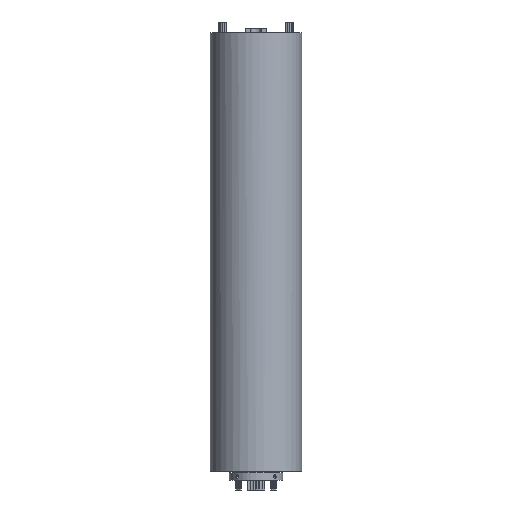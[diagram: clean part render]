
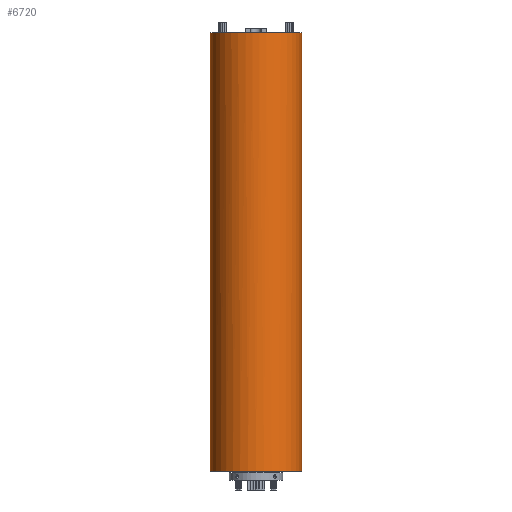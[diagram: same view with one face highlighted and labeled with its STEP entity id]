
A CAD part, front view. The second image highlights one B-rep face of the part: STEP entity #6720.
In plain terms, the highlighted cylindrical face has radius 43 mm (diameter 86 mm), a partial arc.
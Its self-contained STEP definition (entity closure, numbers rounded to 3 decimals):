
#70 = CARTESIAN_POINT ( 'NONE',  ( 0., 0., 419.2 ) ) ;
#187 = ORIENTED_EDGE ( 'NONE', *, *, #1332, .F. ) ;
#1332 = EDGE_CURVE ( 'NONE', #1621, #3553, #12382, .T. ) ;
#1457 = CARTESIAN_POINT ( 'NONE',  ( 9.75, -41.88, 419.2 ) ) ;
#1621 = VERTEX_POINT ( 'NONE', #13916 ) ;
#1684 = DIRECTION ( 'NONE',  ( 1., 0., 0. ) ) ;
#2421 = VERTEX_POINT ( 'NONE', #1457 ) ;
#2743 = AXIS2_PLACEMENT_3D ( 'NONE', #70, #11387, #1684 ) ;
#3060 = ORIENTED_EDGE ( 'NONE', *, *, #6290, .F. ) ;
#3364 = DIRECTION ( 'NONE',  ( 0., 0., -1. ) ) ;
#3553 = VERTEX_POINT ( 'NONE', #5076 ) ;
#3563 = CYLINDRICAL_SURFACE ( 'NONE', #20255, 43. ) ;
#4073 = FACE_OUTER_BOUND ( 'NONE', #4242, .T. ) ;
#4111 = CARTESIAN_POINT ( 'NONE',  ( 43., 0., 419.2 ) ) ;
#4182 = DIRECTION ( 'NONE',  ( 0., 0., -1. ) ) ;
#4242 = EDGE_LOOP ( 'NONE', ( #3060, #8884, #19195, #187, #17382, #6801 ) ) ;
#4823 = CARTESIAN_POINT ( 'NONE',  ( 0., 0., 419.2 ) ) ;
#4886 = DIRECTION ( 'NONE',  ( -1., 0., 0. ) ) ;
#5076 = CARTESIAN_POINT ( 'NONE',  ( -9.75, -41.88, 419.2 ) ) ;
#5532 = EDGE_CURVE ( 'NONE', #2421, #14440, #20072, .T. ) ;
#6117 = VERTEX_POINT ( 'NONE', #11463 ) ;
#6290 = EDGE_CURVE ( 'NONE', #14440, #13824, #19796, .T. ) ;
#6402 = LINE ( 'NONE', #16208, #10189 ) ;
#6449 = DIRECTION ( 'NONE',  ( 1., 0., 0. ) ) ;
#6720 = ADVANCED_FACE ( 'NONE', ( #4073 ), #3563, .T. ) ;
#6798 = CARTESIAN_POINT ( 'NONE',  ( 43., 0., 419.2 ) ) ;
#6801 = ORIENTED_EDGE ( 'NONE', *, *, #16374, .T. ) ;
#7737 = DIRECTION ( 'NONE',  ( 0., 0., 1. ) ) ;
#7824 = CARTESIAN_POINT ( 'NONE',  ( 0., 0., 419.2 ) ) ;
#8103 = DIRECTION ( 'NONE',  ( 0., 0., -1. ) ) ;
#8489 = CARTESIAN_POINT ( 'NONE',  ( 43., 0., 8.6 ) ) ;
#8884 = ORIENTED_EDGE ( 'NONE', *, *, #5532, .F. ) ;
#9434 = DIRECTION ( 'NONE',  ( 1., 0., 0. ) ) ;
#10189 = VECTOR ( 'NONE', #3364, 1000. ) ;
#11387 = DIRECTION ( 'NONE',  ( 0., 0., 1. ) ) ;
#11463 = CARTESIAN_POINT ( 'NONE',  ( -43., 0., 8.6 ) ) ;
#12382 = CIRCLE ( 'NONE', #18724, 43. ) ;
#12464 = AXIS2_PLACEMENT_3D ( 'NONE', #17377, #7737, #19007 ) ;
#12679 = CIRCLE ( 'NONE', #2743, 43. ) ;
#13824 = VERTEX_POINT ( 'NONE', #8489 ) ;
#13916 = CARTESIAN_POINT ( 'NONE',  ( -43., 0., 419.2 ) ) ;
#14440 = VERTEX_POINT ( 'NONE', #6798 ) ;
#15450 = VECTOR ( 'NONE', #4182, 1000. ) ;
#16097 = DIRECTION ( 'NONE',  ( 0., 0., 1. ) ) ;
#16208 = CARTESIAN_POINT ( 'NONE',  ( -43., 0., 419.2 ) ) ;
#16374 = EDGE_CURVE ( 'NONE', #6117, #13824, #19052, .T. ) ;
#17119 = EDGE_CURVE ( 'NONE', #1621, #6117, #6402, .T. ) ;
#17215 = AXIS2_PLACEMENT_3D ( 'NONE', #7824, #19090, #9434 ) ;
#17377 = CARTESIAN_POINT ( 'NONE',  ( 0., 0., 8.6 ) ) ;
#17382 = ORIENTED_EDGE ( 'NONE', *, *, #17119, .T. ) ;
#17800 = CARTESIAN_POINT ( 'NONE',  ( 0., 0., 419.2 ) ) ;
#18025 = EDGE_CURVE ( 'NONE', #3553, #2421, #12679, .T. ) ;
#18724 = AXIS2_PLACEMENT_3D ( 'NONE', #4823, #16097, #6449 ) ;
#19007 = DIRECTION ( 'NONE',  ( 1., 0., 0. ) ) ;
#19052 = CIRCLE ( 'NONE', #12464, 43. ) ;
#19090 = DIRECTION ( 'NONE',  ( 0., 0., 1. ) ) ;
#19195 = ORIENTED_EDGE ( 'NONE', *, *, #18025, .F. ) ;
#19796 = LINE ( 'NONE', #4111, #15450 ) ;
#20072 = CIRCLE ( 'NONE', #17215, 43. ) ;
#20255 = AXIS2_PLACEMENT_3D ( 'NONE', #17800, #8103, #4886 ) ;
